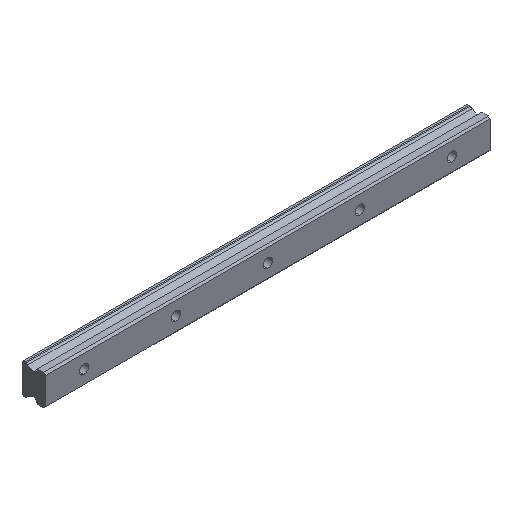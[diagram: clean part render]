
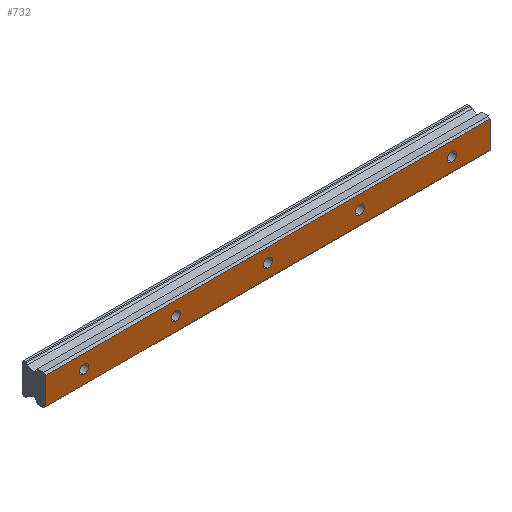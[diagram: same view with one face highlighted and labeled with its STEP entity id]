
A CAD part, isometric view. The second image highlights one B-rep face of the part: STEP entity #732.
In plain terms, the highlighted planar face has unit normal (0, -1, 0).
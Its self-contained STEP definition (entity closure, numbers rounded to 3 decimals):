
#8 = AXIS2_PLACEMENT_3D ( 'NONE', #847, #950, #453 ) ;
#18 = EDGE_CURVE ( 'NONE', #979, #1031, #932, .T. ) ;
#24 = ORIENTED_EDGE ( 'NONE', *, *, #552, .F. ) ;
#42 = AXIS2_PLACEMENT_3D ( 'NONE', #730, #1502, #840 ) ;
#45 = VERTEX_POINT ( 'NONE', #757 ) ;
#62 = FACE_OUTER_BOUND ( 'NONE', #143, .T. ) ;
#78 = DIRECTION ( 'NONE',  ( 0., -1., 0. ) ) ;
#82 = FACE_BOUND ( 'NONE', #387, .T. ) ;
#112 = ORIENTED_EDGE ( 'NONE', *, *, #965, .F. ) ;
#121 = DIRECTION ( 'NONE',  ( 0., 0., 1. ) ) ;
#125 = EDGE_CURVE ( 'NONE', #1593, #659, #1504, .T. ) ;
#143 = EDGE_LOOP ( 'NONE', ( #112, #1483, #1341, #1679 ) ) ;
#145 = EDGE_CURVE ( 'NONE', #1029, #1257, #820, .T. ) ;
#156 = DIRECTION ( 'NONE',  ( 0., 0., -1. ) ) ;
#174 = FACE_BOUND ( 'NONE', #1339, .T. ) ;
#203 = FACE_BOUND ( 'NONE', #916, .T. ) ;
#211 = CIRCLE ( 'NONE', #345, 3. ) ;
#227 = DIRECTION ( 'NONE',  ( 0., -1., 0. ) ) ;
#258 = DIRECTION ( 'NONE',  ( 0., 0., 1. ) ) ;
#282 = CARTESIAN_POINT ( 'NONE',  ( 180., 0., -3. ) ) ;
#287 = CIRCLE ( 'NONE', #400, 3. ) ;
#317 = AXIS2_PLACEMENT_3D ( 'NONE', #1214, #549, #258 ) ;
#345 = AXIS2_PLACEMENT_3D ( 'NONE', #1495, #822, #1352 ) ;
#379 = EDGE_CURVE ( 'NONE', #1257, #1029, #1233, .T. ) ;
#381 = VERTEX_POINT ( 'NONE', #1468 ) ;
#383 = ORIENTED_EDGE ( 'NONE', *, *, #614, .F. ) ;
#387 = EDGE_LOOP ( 'NONE', ( #790, #1177 ) ) ;
#400 = AXIS2_PLACEMENT_3D ( 'NONE', #875, #480, #1655 ) ;
#413 = LINE ( 'NONE', #1715, #1503 ) ;
#420 = CARTESIAN_POINT ( 'NONE',  ( 240., 0., 3. ) ) ;
#453 = DIRECTION ( 'NONE',  ( 0., 0., 1. ) ) ;
#460 = CIRCLE ( 'NONE', #317, 3. ) ;
#465 = VERTEX_POINT ( 'NONE', #621 ) ;
#478 = ORIENTED_EDGE ( 'NONE', *, *, #125, .F. ) ;
#480 = DIRECTION ( 'NONE',  ( 0., -1., 0. ) ) ;
#487 = VERTEX_POINT ( 'NONE', #1384 ) ;
#488 = CARTESIAN_POINT ( 'NONE',  ( -25., 0., 8.82 ) ) ;
#511 = VECTOR ( 'NONE', #1666, 1000. ) ;
#518 = DIRECTION ( 'NONE',  ( 1., 0., 0. ) ) ;
#522 = VERTEX_POINT ( 'NONE', #884 ) ;
#532 = CARTESIAN_POINT ( 'NONE',  ( 240., 0., -3. ) ) ;
#549 = DIRECTION ( 'NONE',  ( 0., -1., 0. ) ) ;
#552 = EDGE_CURVE ( 'NONE', #381, #487, #1043, .T. ) ;
#554 = ORIENTED_EDGE ( 'NONE', *, *, #18, .F. ) ;
#599 = ORIENTED_EDGE ( 'NONE', *, *, #1459, .F. ) ;
#605 = DIRECTION ( 'NONE',  ( 0., 0., 1. ) ) ;
#613 = CARTESIAN_POINT ( 'NONE',  ( 60., 0., -3. ) ) ;
#614 = EDGE_CURVE ( 'NONE', #659, #1593, #460, .T. ) ;
#619 = CARTESIAN_POINT ( 'NONE',  ( 180., 0., 3. ) ) ;
#621 = CARTESIAN_POINT ( 'NONE',  ( 265., 0., -8.82 ) ) ;
#624 = CARTESIAN_POINT ( 'NONE',  ( 60., 0., 0. ) ) ;
#627 = EDGE_CURVE ( 'NONE', #683, #465, #413, .T. ) ;
#631 = CARTESIAN_POINT ( 'NONE',  ( 120., 0., 3. ) ) ;
#643 = DIRECTION ( 'NONE',  ( 0., -1., 0. ) ) ;
#659 = VERTEX_POINT ( 'NONE', #420 ) ;
#663 = DIRECTION ( 'NONE',  ( 0., -1., 0. ) ) ;
#683 = VERTEX_POINT ( 'NONE', #1201 ) ;
#727 = DIRECTION ( 'NONE',  ( 0., 0., 1. ) ) ;
#730 = CARTESIAN_POINT ( 'NONE',  ( 265., 0., 8.82 ) ) ;
#732 = ADVANCED_FACE ( 'NONE', ( #62, #1122, #203, #1266, #82, #174 ), #863, .F. ) ;
#757 = CARTESIAN_POINT ( 'NONE',  ( -25., 0., 8.82 ) ) ;
#790 = ORIENTED_EDGE ( 'NONE', *, *, #1058, .F. ) ;
#813 = VECTOR ( 'NONE', #1538, 1000. ) ;
#820 = CIRCLE ( 'NONE', #1293, 3. ) ;
#822 = DIRECTION ( 'NONE',  ( 0., -1., 0. ) ) ;
#828 = CARTESIAN_POINT ( 'NONE',  ( 180., 0., 0. ) ) ;
#840 = DIRECTION ( 'NONE',  ( 0., 0., 1. ) ) ;
#847 = CARTESIAN_POINT ( 'NONE',  ( 60., 0., 0. ) ) ;
#863 = PLANE ( 'NONE',  #42 ) ;
#875 = CARTESIAN_POINT ( 'NONE',  ( 180., 0., 0. ) ) ;
#881 = LINE ( 'NONE', #1037, #511 ) ;
#884 = CARTESIAN_POINT ( 'NONE',  ( -25., 0., -8.82 ) ) ;
#886 = CARTESIAN_POINT ( 'NONE',  ( 240., 0., 0. ) ) ;
#890 = VERTEX_POINT ( 'NONE', #631 ) ;
#894 = EDGE_CURVE ( 'NONE', #1456, #890, #1226, .T. ) ;
#902 = AXIS2_PLACEMENT_3D ( 'NONE', #1449, #663, #1588 ) ;
#916 = EDGE_LOOP ( 'NONE', ( #383, #478 ) ) ;
#928 = VECTOR ( 'NONE', #518, 1000. ) ;
#932 = CIRCLE ( 'NONE', #1643, 3. ) ;
#950 = DIRECTION ( 'NONE',  ( 0., -1., 0. ) ) ;
#965 = EDGE_CURVE ( 'NONE', #465, #522, #881, .T. ) ;
#979 = VERTEX_POINT ( 'NONE', #619 ) ;
#993 = EDGE_CURVE ( 'NONE', #522, #45, #1153, .T. ) ;
#1029 = VERTEX_POINT ( 'NONE', #1440 ) ;
#1031 = VERTEX_POINT ( 'NONE', #282 ) ;
#1037 = CARTESIAN_POINT ( 'NONE',  ( 265., 0., -8.82 ) ) ;
#1040 = AXIS2_PLACEMENT_3D ( 'NONE', #1302, #643, #121 ) ;
#1043 = CIRCLE ( 'NONE', #1472, 3. ) ;
#1058 = EDGE_CURVE ( 'NONE', #890, #1456, #1606, .T. ) ;
#1122 = FACE_BOUND ( 'NONE', #1304, .T. ) ;
#1153 = LINE ( 'NONE', #488, #813 ) ;
#1160 = DIRECTION ( 'NONE',  ( 0., 0., 1. ) ) ;
#1177 = ORIENTED_EDGE ( 'NONE', *, *, #894, .F. ) ;
#1201 = CARTESIAN_POINT ( 'NONE',  ( 265., 0., 8.82 ) ) ;
#1214 = CARTESIAN_POINT ( 'NONE',  ( 240., 0., 0. ) ) ;
#1226 = CIRCLE ( 'NONE', #1040, 3. ) ;
#1227 = EDGE_LOOP ( 'NONE', ( #554, #599 ) ) ;
#1232 = AXIS2_PLACEMENT_3D ( 'NONE', #886, #1687, #1264 ) ;
#1233 = CIRCLE ( 'NONE', #8, 3. ) ;
#1257 = VERTEX_POINT ( 'NONE', #613 ) ;
#1262 = CARTESIAN_POINT ( 'NONE',  ( 0., 0., 0. ) ) ;
#1264 = DIRECTION ( 'NONE',  ( 0., 0., 1. ) ) ;
#1266 = FACE_BOUND ( 'NONE', #1227, .T. ) ;
#1269 = CARTESIAN_POINT ( 'NONE',  ( 120., 0., -3. ) ) ;
#1291 = LINE ( 'NONE', #1431, #928 ) ;
#1293 = AXIS2_PLACEMENT_3D ( 'NONE', #624, #227, #1160 ) ;
#1302 = CARTESIAN_POINT ( 'NONE',  ( 120., 0., 0. ) ) ;
#1304 = EDGE_LOOP ( 'NONE', ( #24, #1695 ) ) ;
#1324 = EDGE_CURVE ( 'NONE', #487, #381, #211, .T. ) ;
#1339 = EDGE_LOOP ( 'NONE', ( #1549, #1714 ) ) ;
#1341 = ORIENTED_EDGE ( 'NONE', *, *, #1608, .F. ) ;
#1352 = DIRECTION ( 'NONE',  ( 0., 0., 1. ) ) ;
#1361 = DIRECTION ( 'NONE',  ( 0., -1., 0. ) ) ;
#1384 = CARTESIAN_POINT ( 'NONE',  ( 0., 0., -3. ) ) ;
#1431 = CARTESIAN_POINT ( 'NONE',  ( 265., 0., 8.82 ) ) ;
#1440 = CARTESIAN_POINT ( 'NONE',  ( 60., 0., 3. ) ) ;
#1449 = CARTESIAN_POINT ( 'NONE',  ( 120., 0., 0. ) ) ;
#1456 = VERTEX_POINT ( 'NONE', #1269 ) ;
#1459 = EDGE_CURVE ( 'NONE', #1031, #979, #287, .T. ) ;
#1468 = CARTESIAN_POINT ( 'NONE',  ( 0., 0., 3. ) ) ;
#1472 = AXIS2_PLACEMENT_3D ( 'NONE', #1262, #78, #605 ) ;
#1483 = ORIENTED_EDGE ( 'NONE', *, *, #627, .F. ) ;
#1495 = CARTESIAN_POINT ( 'NONE',  ( 0., 0., 0. ) ) ;
#1502 = DIRECTION ( 'NONE',  ( 0., 1., 0. ) ) ;
#1503 = VECTOR ( 'NONE', #156, 1000. ) ;
#1504 = CIRCLE ( 'NONE', #1232, 3. ) ;
#1538 = DIRECTION ( 'NONE',  ( 0., 0., 1. ) ) ;
#1549 = ORIENTED_EDGE ( 'NONE', *, *, #145, .F. ) ;
#1588 = DIRECTION ( 'NONE',  ( 0., 0., 1. ) ) ;
#1593 = VERTEX_POINT ( 'NONE', #532 ) ;
#1606 = CIRCLE ( 'NONE', #902, 3. ) ;
#1608 = EDGE_CURVE ( 'NONE', #45, #683, #1291, .T. ) ;
#1643 = AXIS2_PLACEMENT_3D ( 'NONE', #828, #1361, #727 ) ;
#1655 = DIRECTION ( 'NONE',  ( 0., 0., 1. ) ) ;
#1666 = DIRECTION ( 'NONE',  ( -1., 0., 0. ) ) ;
#1679 = ORIENTED_EDGE ( 'NONE', *, *, #993, .F. ) ;
#1687 = DIRECTION ( 'NONE',  ( 0., -1., 0. ) ) ;
#1695 = ORIENTED_EDGE ( 'NONE', *, *, #1324, .F. ) ;
#1714 = ORIENTED_EDGE ( 'NONE', *, *, #379, .F. ) ;
#1715 = CARTESIAN_POINT ( 'NONE',  ( 265., 0., 8.82 ) ) ;
